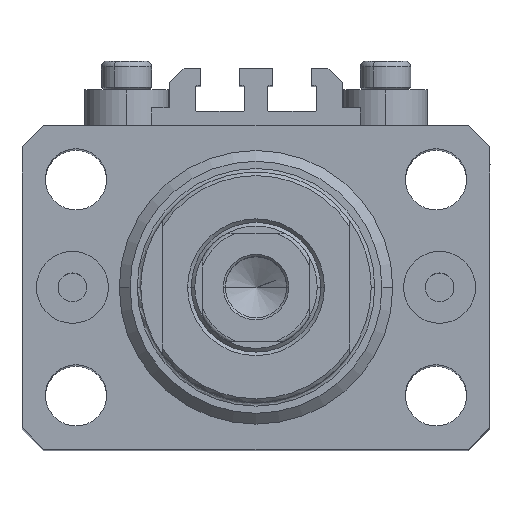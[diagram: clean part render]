
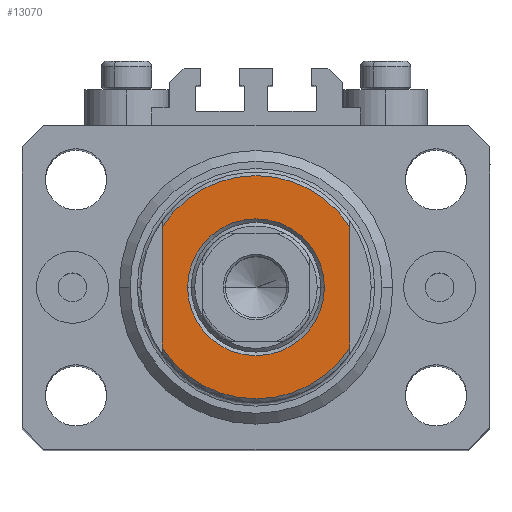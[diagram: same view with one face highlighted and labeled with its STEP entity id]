
A CAD part, top view. The second image highlights one B-rep face of the part: STEP entity #13070.
In plain terms, the highlighted face is planar.
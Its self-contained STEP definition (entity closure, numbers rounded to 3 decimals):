
#49 = VECTOR ( 'NONE', #33503, 1000. ) ;
#1838 = EDGE_LOOP ( 'NONE', ( #20922, #42877, #8201, #33426 ) ) ;
#3396 = EDGE_CURVE ( 'NONE', #36092, #4009, #46451, .T. ) ;
#3919 = PLANE ( 'NONE',  #23227 ) ;
#4009 = VERTEX_POINT ( 'NONE', #41020 ) ;
#5410 = CARTESIAN_POINT ( 'NONE',  ( 13., 8.441, -6.5 ) ) ;
#5751 = ORIENTED_EDGE ( 'NONE', *, *, #23951, .T. ) ;
#5834 = EDGE_CURVE ( 'NONE', #9572, #9220, #18928, .T. ) ;
#5932 = CIRCLE ( 'NONE', #38684, 9.5 ) ;
#7906 = CARTESIAN_POINT ( 'NONE',  ( 0., 0., -6.5 ) ) ;
#8201 = ORIENTED_EDGE ( 'NONE', *, *, #21119, .T. ) ;
#8329 = DIRECTION ( 'NONE',  ( 0., 0., -1. ) ) ;
#8585 = AXIS2_PLACEMENT_3D ( 'NONE', #12392, #8329, #22867 ) ;
#9220 = VERTEX_POINT ( 'NONE', #33757 ) ;
#9572 = VERTEX_POINT ( 'NONE', #29960 ) ;
#10875 = CIRCLE ( 'NONE', #8585, 15.5 ) ;
#11294 = CIRCLE ( 'NONE', #32643, 15.5 ) ;
#11507 = EDGE_CURVE ( 'NONE', #9572, #28880, #10875, .T. ) ;
#11565 = DIRECTION ( 'NONE',  ( 0., 0., -1. ) ) ;
#12392 = CARTESIAN_POINT ( 'NONE',  ( 0., 0., -6.5 ) ) ;
#13070 = ADVANCED_FACE ( 'NONE', ( #22290, #33507 ), #3919, .T. ) ;
#13584 = CARTESIAN_POINT ( 'NONE',  ( 13., -43.081, -6.5 ) ) ;
#16199 = DIRECTION ( 'NONE',  ( -1., 0., 0. ) ) ;
#16285 = EDGE_LOOP ( 'NONE', ( #36022, #5751 ) ) ;
#16317 = CARTESIAN_POINT ( 'NONE',  ( -13., -43.081, -6.5 ) ) ;
#18928 = LINE ( 'NONE', #16317, #49 ) ;
#18974 = CARTESIAN_POINT ( 'NONE',  ( 0., 0., -6.5 ) ) ;
#19559 = DIRECTION ( 'NONE',  ( -1., 0., 0. ) ) ;
#20922 = ORIENTED_EDGE ( 'NONE', *, *, #11507, .T. ) ;
#21119 = EDGE_CURVE ( 'NONE', #33459, #9220, #11294, .T. ) ;
#22290 = FACE_BOUND ( 'NONE', #16285, .T. ) ;
#22442 = DIRECTION ( 'NONE',  ( 0., 0., -1. ) ) ;
#22867 = DIRECTION ( 'NONE',  ( -1., 0., 0. ) ) ;
#23227 = AXIS2_PLACEMENT_3D ( 'NONE', #29687, #11565, #26109 ) ;
#23951 = EDGE_CURVE ( 'NONE', #4009, #36092, #5932, .T. ) ;
#25683 = DIRECTION ( 'NONE',  ( -1., 0., 0. ) ) ;
#26109 = DIRECTION ( 'NONE',  ( -1., 0., 0. ) ) ;
#27302 = CARTESIAN_POINT ( 'NONE',  ( -9.5, 0., -6.5 ) ) ;
#28121 = DIRECTION ( 'NONE',  ( 0., -1., 0. ) ) ;
#28880 = VERTEX_POINT ( 'NONE', #5410 ) ;
#29687 = CARTESIAN_POINT ( 'NONE',  ( 0., 0., -6.5 ) ) ;
#29960 = CARTESIAN_POINT ( 'NONE',  ( -13., 8.441, -6.5 ) ) ;
#31235 = AXIS2_PLACEMENT_3D ( 'NONE', #34316, #45762, #16199 ) ;
#32380 = VECTOR ( 'NONE', #28121, 1000. ) ;
#32643 = AXIS2_PLACEMENT_3D ( 'NONE', #7906, #22442, #19559 ) ;
#33426 = ORIENTED_EDGE ( 'NONE', *, *, #5834, .F. ) ;
#33459 = VERTEX_POINT ( 'NONE', #38201 ) ;
#33503 = DIRECTION ( 'NONE',  ( 0., -1., 0. ) ) ;
#33507 = FACE_OUTER_BOUND ( 'NONE', #1838, .T. ) ;
#33757 = CARTESIAN_POINT ( 'NONE',  ( -13., -8.441, -6.5 ) ) ;
#34316 = CARTESIAN_POINT ( 'NONE',  ( 0., 0., -6.5 ) ) ;
#36022 = ORIENTED_EDGE ( 'NONE', *, *, #3396, .T. ) ;
#36092 = VERTEX_POINT ( 'NONE', #27302 ) ;
#38201 = CARTESIAN_POINT ( 'NONE',  ( 13., -8.441, -6.5 ) ) ;
#38684 = AXIS2_PLACEMENT_3D ( 'NONE', #18974, #46922, #25683 ) ;
#41020 = CARTESIAN_POINT ( 'NONE',  ( 9.5, 0., -6.5 ) ) ;
#42877 = ORIENTED_EDGE ( 'NONE', *, *, #45261, .T. ) ;
#45261 = EDGE_CURVE ( 'NONE', #28880, #33459, #46253, .T. ) ;
#45762 = DIRECTION ( 'NONE',  ( 0., 0., 1. ) ) ;
#46253 = LINE ( 'NONE', #13584, #32380 ) ;
#46451 = CIRCLE ( 'NONE', #31235, 9.5 ) ;
#46922 = DIRECTION ( 'NONE',  ( 0., 0., 1. ) ) ;
